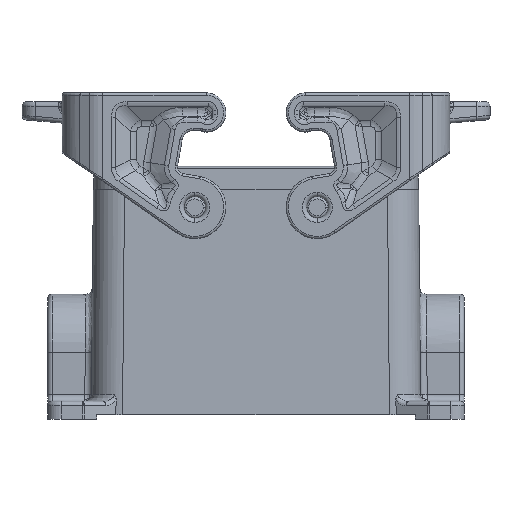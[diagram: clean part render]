
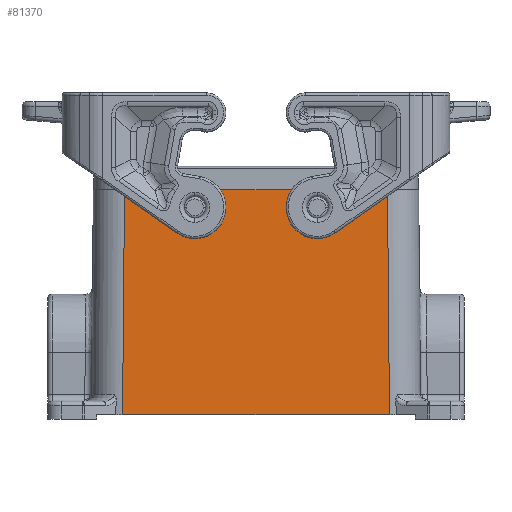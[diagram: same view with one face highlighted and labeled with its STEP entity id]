
A CAD part, front view. The second image highlights one B-rep face of the part: STEP entity #81370.
In plain terms, the highlighted face is planar.
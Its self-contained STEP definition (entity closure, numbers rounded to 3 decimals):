
#810=CARTESIAN_POINT('',(63.325,69.408,0.));
#820=VERTEX_POINT('',#810);
#870=CARTESIAN_POINT('',(63.325,0.,0.));
#880=DIRECTION('',(0.,-1.,0.));
#890=VECTOR('',#880,1.);
#900=LINE('',#870,#890);
#910=CARTESIAN_POINT('',(63.325,10.407,0.));
#920=VERTEX_POINT('',#910);
#930=EDGE_CURVE('',#820,#920,#900,.T.);
#80690=CARTESIAN_POINT('',(63.325,3.407,0.));
#80700=DIRECTION('',(1.,0.,0.009));
#80710=DIRECTION('',(0.,-1.,0.));
#80720=AXIS2_PLACEMENT_3D('',#80690,#80700,#80710);
#80730=PLANE('',#80720);
#80740=CARTESIAN_POINT('',(63.324,69.407,
0.061));
#80750=DIRECTION('',(-0.009,-0.009,
1.));
#80760=VECTOR('',#80750,1.);
#80770=LINE('',#80740,#80760);
#80780=CARTESIAN_POINT('',(63.766,69.848,-50.5));
#80790=VERTEX_POINT('',#80780);
#80800=EDGE_CURVE('',#80790,#820,#80770,.T.);
#80810=ORIENTED_EDGE('',*,*,#80800,.T.);
#80820=CARTESIAN_POINT('',(63.766,0.,-50.5));
#80830=DIRECTION('',(0.,-1.,0.));
#80840=VECTOR('',#80830,1.);
#80850=LINE('',#80820,#80840);
#80860=CARTESIAN_POINT('',(63.766,9.966,-50.5));
#80870=VERTEX_POINT('',#80860);
#80880=EDGE_CURVE('',#80790,#80870,#80850,.T.);
#80890=ORIENTED_EDGE('',*,*,#80880,.F.);
#80900=CARTESIAN_POINT('',(63.324,10.408,
0.061));
#80910=DIRECTION('',(-0.009,0.009,
1.));
#80920=VECTOR('',#80910,1.);
#80930=LINE('',#80900,#80920);
#80940=EDGE_CURVE('',#80870,#920,#80930,.T.);
#80950=ORIENTED_EDGE('',*,*,#80940,.F.);
#80960=ORIENTED_EDGE('',*,*,#930,.T.);
#80970=EDGE_LOOP('',(#80960,#80950,#80890,#80810));
#80980=FACE_OUTER_BOUND('',#80970,.T.);
#80990=CARTESIAN_POINT('',(63.36,53.657,
-4.));
#81000=DIRECTION('',(1.,0.,0.009));
#81010=DIRECTION('',(0.009,0.,
-1.));
#81020=AXIS2_PLACEMENT_3D('',#80990,#81000,#81010);
#81030=ELLIPSE('',#81020,3.4,3.4);
#81040=CARTESIAN_POINT('',(63.39,53.657,
-7.4));
#81050=VERTEX_POINT('',#81040);
#81060=CARTESIAN_POINT('',(63.36,57.057,
-4.));
#81070=VERTEX_POINT('',#81060);
#81080=EDGE_CURVE('',#81050,#81070,#81030,.T.);
#81090=ORIENTED_EDGE('',*,*,#81080,.F.);
#81100=CARTESIAN_POINT('',(63.36,50.257,
-4.));
#81110=VERTEX_POINT('',#81100);
#81120=EDGE_CURVE('',#81070,#81110,#81030,.T.);
#81130=ORIENTED_EDGE('',*,*,#81120,.F.);
#81140=EDGE_CURVE('',#81110,#81050,#81030,.T.);
#81150=ORIENTED_EDGE('',*,*,#81140,.F.);
#81160=EDGE_LOOP('',(#81150,#81130,#81090));
#81170=FACE_BOUND('',#81160,.T.);
#81180=CARTESIAN_POINT('',(63.36,26.157,
-4.));
#81190=DIRECTION('',(1.,0.,0.009));
#81200=DIRECTION('',(0.009,0.,-1.));
#81210=AXIS2_PLACEMENT_3D('',#81180,#81190,#81200);
#81220=ELLIPSE('',#81210,3.4,3.4);
#81230=CARTESIAN_POINT('',(63.39,26.157,
-7.4));
#81240=VERTEX_POINT('',#81230);
#81250=CARTESIAN_POINT('',(63.36,29.557,
-4.));
#81260=VERTEX_POINT('',#81250);
#81270=EDGE_CURVE('',#81240,#81260,#81220,.T.);
#81280=ORIENTED_EDGE('',*,*,#81270,.F.);
#81290=CARTESIAN_POINT('',(63.36,22.757,
-4.));
#81300=VERTEX_POINT('',#81290);
#81310=EDGE_CURVE('',#81260,#81300,#81220,.T.);
#81320=ORIENTED_EDGE('',*,*,#81310,.F.);
#81330=EDGE_CURVE('',#81300,#81240,#81220,.T.);
#81340=ORIENTED_EDGE('',*,*,#81330,.F.);
#81350=EDGE_LOOP('',(#81340,#81320,#81280));
#81360=FACE_BOUND('',#81350,.T.);
#81370=ADVANCED_FACE('',(#80980,#81170,#81360),#80730,.T.);
